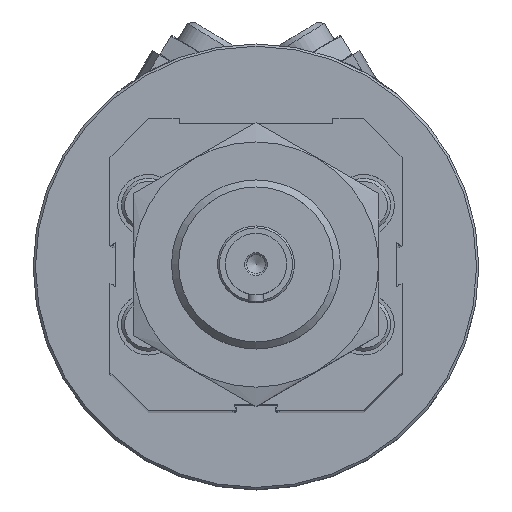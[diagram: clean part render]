
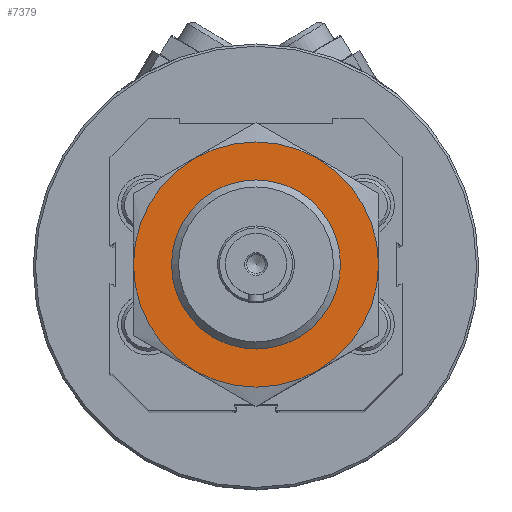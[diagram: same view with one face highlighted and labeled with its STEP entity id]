
A CAD part, top view. The second image highlights one B-rep face of the part: STEP entity #7379.
In plain terms, the highlighted face is planar.
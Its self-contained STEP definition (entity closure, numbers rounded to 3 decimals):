
#1423=PLANE('',#8356);
#1937=CIRCLE('',#8357,15.95);
#1938=CIRCLE('',#8358,11.);
#3827=ORIENTED_EDGE('',*,*,#4817,.F.);
#3828=ORIENTED_EDGE('',*,*,#4818,.T.);
#4817=EDGE_CURVE('',#5509,#5509,#1937,.T.);
#4818=EDGE_CURVE('',#5510,#5510,#1938,.T.);
#5509=VERTEX_POINT('',#12948);
#5510=VERTEX_POINT('',#12950);
#6206=EDGE_LOOP('',(#3827));
#6207=EDGE_LOOP('',(#3828));
#6848=FACE_BOUND('',#6206,.T.);
#6849=FACE_BOUND('',#6207,.T.);
#7379=ADVANCED_FACE('',(#6848,#6849),#1423,.F.);
#8356=AXIS2_PLACEMENT_3D('',#12946,#10555,#10556);
#8357=AXIS2_PLACEMENT_3D('',#12947,#10557,#10558);
#8358=AXIS2_PLACEMENT_3D('',#12949,#10559,#10560);
#10555=DIRECTION('',(0.,-1.,0.));
#10556=DIRECTION('',(0.,0.,-1.));
#10557=DIRECTION('',(0.,-1.,0.));
#10558=DIRECTION('',(0.,0.,-1.));
#10559=DIRECTION('',(0.,-1.,0.));
#10560=DIRECTION('',(0.,0.,-1.));
#12946=CARTESIAN_POINT('',(0.,0.,0.));
#12947=CARTESIAN_POINT('',(0.,0.,0.));
#12948=CARTESIAN_POINT('',(0.,0.,-15.95));
#12949=CARTESIAN_POINT('',(0.,0.,0.));
#12950=CARTESIAN_POINT('',(0.,0.,-11.));
